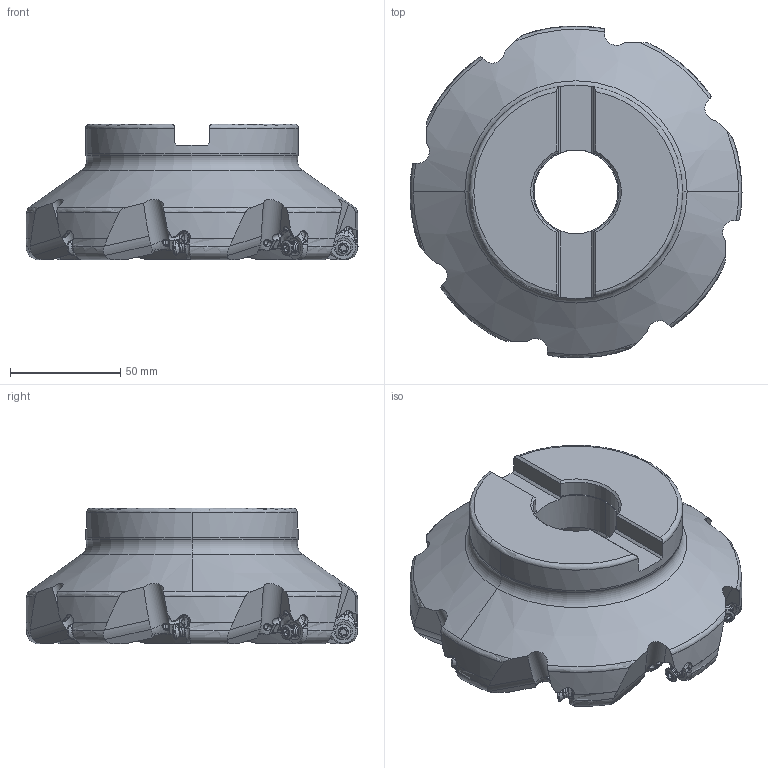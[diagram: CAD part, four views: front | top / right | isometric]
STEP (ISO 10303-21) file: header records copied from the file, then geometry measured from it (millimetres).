
FILE_DESCRIPTION(/* description */ (''),/* implementation_level */ '2;1');
FILE_NAME(/* name */ 'WWX400UR6_0008EA.stp',/* time_stamp */ '2020-04-21T17:34:02+09:00',/* author */ (''),/* organization */ (''),/* preprocessor_version */ 'ST-DEVELOPER v16',/* originating_system */ 'SIEMENS PLM Software NX 10.0',/* authorisation */ '');
FILE_SCHEMA (('AUTOMOTIVE_DESIGN { 1 0 10303 214 3 1 1 1 }'));
Products named in the file (1): WWX400UR6_0008EA_ASM
Bounding box: 150.8 x 150.79 x 61.71 mm (x, y, z)
Volume: 576793.8 mm3; surface area: 66286.6 mm2
Topology: 9 solids, 9 shells, 1010 faces, 2926 edges, 1879 vertices
Faces by surface type: cylinder 372, plane 220, bspline 128, sphere 112, cone 76, torus 70, extrusion 32
Entity records: 77154 total; most frequent: CARTESIAN_POINT 52543, ORIENTED_EDGE 5692, DIRECTION 4402, EDGE_CURVE 2846, AXIS2_PLACEMENT_3D 1874, VERTEX_POINT 1868, B_SPLINE_CURVE_WITH_KNOTS 1272, EDGE_LOOP 1042
